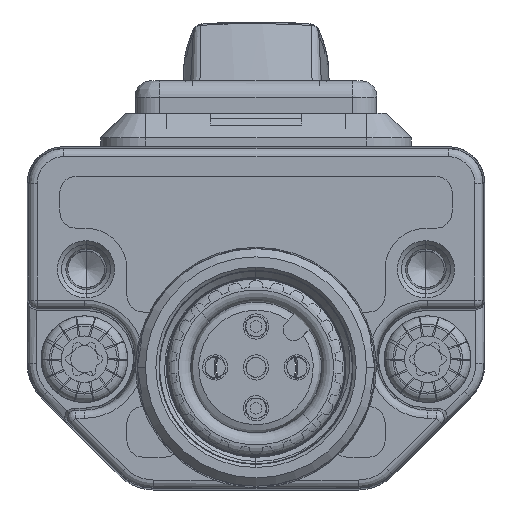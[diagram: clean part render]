
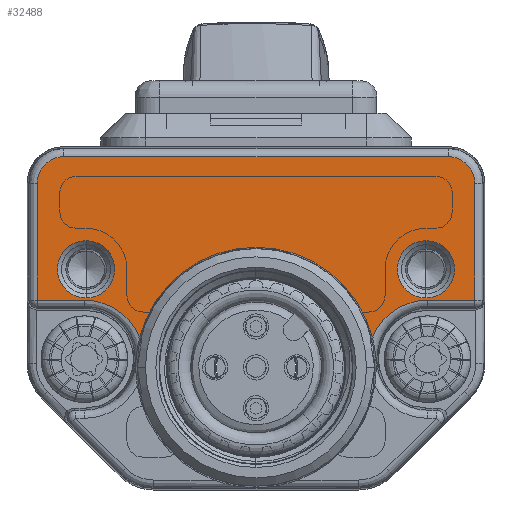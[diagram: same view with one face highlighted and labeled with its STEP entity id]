
A CAD part, left-side view. The second image highlights one B-rep face of the part: STEP entity #32488.
In plain terms, the highlighted face is planar.
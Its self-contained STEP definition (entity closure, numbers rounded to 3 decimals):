
#27447=CARTESIAN_POINT('',(13.,13.5,10.392));
#27448=DIRECTION('',(-1.,0.,0.));
#27449=DIRECTION('',(0.,1.,0.));
#27450=AXIS2_PLACEMENT_3D('',#27447,#27448,#27449);
#27452=CARTESIAN_POINT('',(13.,13.5,10.392));
#27453=DIRECTION('',(-1.,0.,0.));
#27454=DIRECTION('',(0.,-1.,0.));
#27455=AXIS2_PLACEMENT_3D('',#27452,#27453,#27454);
#27457=CARTESIAN_POINT('',(13.,13.5,-10.392));
#27458=DIRECTION('',(-1.,0.,0.));
#27459=DIRECTION('',(0.,-1.,0.));
#27460=AXIS2_PLACEMENT_3D('',#27457,#27458,#27459);
#27462=CARTESIAN_POINT('',(13.,13.5,-10.392));
#27463=DIRECTION('',(-1.,0.,0.));
#27464=DIRECTION('',(0.,1.,0.));
#27465=AXIS2_PLACEMENT_3D('',#27462,#27463,#27464);
#27467=CARTESIAN_POINT('',(13.,8.,-10.5));
#27468=DIRECTION('',(-1.,0.,0.));
#27469=DIRECTION('',(0.,0.359,0.933));
#27470=AXIS2_PLACEMENT_3D('',#27467,#27468,#27469);
#27472=CARTESIAN_POINT('',(13.,7.5,0.));
#27473=DIRECTION('',(1.,0.,0.));
#27474=DIRECTION('',(0.,0.244,-0.97));
#27475=AXIS2_PLACEMENT_3D('',#27472,#27473,#27474);
#27477=CARTESIAN_POINT('',(13.,8.,10.5));
#27478=DIRECTION('',(-1.,0.,0.));
#27479=DIRECTION('',(0.,1.,0.));
#27480=AXIS2_PLACEMENT_3D('',#27477,#27478,#27479);
#27482=DIRECTION('',(0.,0.,-1.));
#27483=VECTOR('',#27482,2.891);
#27484=CARTESIAN_POINT('',(13.,11.614,13.391));
#27485=LINE('',#27484,#27483);
#27486=DIRECTION('',(0.,-1.,0.));
#27487=VECTOR('',#27486,7.136);
#27488=CARTESIAN_POINT('',(13.,18.75,13.391));
#27489=LINE('',#27488,#27487);
#27490=CARTESIAN_POINT('',(13.,18.75,11.75));
#27491=DIRECTION('',(1.,0.,0.));
#27492=DIRECTION('',(0.,1.,0.));
#27493=AXIS2_PLACEMENT_3D('',#27490,#27491,#27492);
#27495=DIRECTION('',(0.,0.,1.));
#27496=VECTOR('',#27495,23.5);
#27497=CARTESIAN_POINT('',(13.,20.391,-11.75));
#27498=LINE('',#27497,#27496);
#27499=CARTESIAN_POINT('',(13.,18.75,-11.75));
#27500=DIRECTION('',(1.,0.,0.));
#27501=DIRECTION('',(0.,0.,-1.));
#27502=AXIS2_PLACEMENT_3D('',#27499,#27500,#27501);
#27504=DIRECTION('',(0.,1.,0.));
#27505=VECTOR('',#27504,7.136);
#27506=CARTESIAN_POINT('',(13.,11.614,-13.391));
#27507=LINE('',#27506,#27505);
#27508=DIRECTION('',(0.,0.,-1.));
#27509=VECTOR('',#27508,2.891);
#27510=CARTESIAN_POINT('',(13.,11.614,-10.5));
#27511=LINE('',#27510,#27509);
#27688=CARTESIAN_POINT('',(13.,9.297,-7.127));
#27756=CARTESIAN_POINT('',(13.,9.297,7.127));
#31766=VERTEX_POINT('',#27688);
#31767=VERTEX_POINT('',#27756);
#31832=CARTESIAN_POINT('',(13.,20.391,11.75));
#31833=CARTESIAN_POINT('',(13.,18.75,13.391));
#31834=VERTEX_POINT('',#31832);
#31835=VERTEX_POINT('',#31833);
#31840=CARTESIAN_POINT('',(13.,20.391,-11.75));
#31841=VERTEX_POINT('',#31840);
#31844=CARTESIAN_POINT('',(13.,18.75,-13.391));
#31845=VERTEX_POINT('',#31844);
#31872=CARTESIAN_POINT('',(13.,15.25,10.392));
#31873=CARTESIAN_POINT('',(13.,11.75,10.392));
#31874=VERTEX_POINT('',#31872);
#31875=VERTEX_POINT('',#31873);
#31876=CARTESIAN_POINT('',(13.,11.75,-10.392));
#31877=CARTESIAN_POINT('',(13.,15.25,-10.392));
#31878=VERTEX_POINT('',#31876);
#31879=VERTEX_POINT('',#31877);
#31880=CARTESIAN_POINT('',(13.,11.614,-10.5));
#31881=VERTEX_POINT('',#31880);
#31882=CARTESIAN_POINT('',(13.,11.614,-13.391));
#31883=VERTEX_POINT('',#31882);
#31918=CARTESIAN_POINT('',(13.,11.614,10.5));
#31919=VERTEX_POINT('',#31918);
#31920=CARTESIAN_POINT('',(13.,11.614,13.391));
#31921=VERTEX_POINT('',#31920);
#32449=CARTESIAN_POINT('',(13.,0.,0.));
#32450=DIRECTION('',(1.,0.,0.));
#32451=DIRECTION('',(0.,0.,-1.));
#32452=AXIS2_PLACEMENT_3D('',#32449,#32450,#32451);
#32453=PLANE('',#32452);
#32455=ORIENTED_EDGE('',*,*,#32454,.F.);
#32457=ORIENTED_EDGE('',*,*,#32456,.T.);
#32459=ORIENTED_EDGE('',*,*,#32458,.F.);
#32461=ORIENTED_EDGE('',*,*,#32460,.F.);
#32463=ORIENTED_EDGE('',*,*,#32462,.F.);
#32465=ORIENTED_EDGE('',*,*,#32464,.F.);
#32467=ORIENTED_EDGE('',*,*,#32466,.F.);
#32469=ORIENTED_EDGE('',*,*,#32468,.F.);
#32471=ORIENTED_EDGE('',*,*,#32470,.F.);
#32473=ORIENTED_EDGE('',*,*,#32472,.F.);
#32474=EDGE_LOOP('',(#32455,#32457,#32459,#32461,#32463,#32465,#32467,#32469,
#32471,#32473));
#32475=FACE_OUTER_BOUND('',#32474,.F.);
#32477=ORIENTED_EDGE('',*,*,#32476,.F.);
#32479=ORIENTED_EDGE('',*,*,#32478,.F.);
#32480=EDGE_LOOP('',(#32477,#32479));
#32481=FACE_BOUND('',#32480,.F.);
#32483=ORIENTED_EDGE('',*,*,#32482,.F.);
#32485=ORIENTED_EDGE('',*,*,#32484,.F.);
#32486=EDGE_LOOP('',(#32483,#32485));
#32487=FACE_BOUND('',#32486,.F.);
#32488=ADVANCED_FACE('',(#32475,#32481,#32487),#32453,.T.);
#27451=CIRCLE('',#27450,1.75);
#27456=CIRCLE('',#27455,1.75);
#27461=CIRCLE('',#27460,1.75);
#27466=CIRCLE('',#27465,1.75);
#27471=CIRCLE('',#27470,3.614);
#27476=CIRCLE('',#27475,7.35);
#27481=CIRCLE('',#27480,3.614);
#27494=CIRCLE('',#27493,1.641);
#27503=CIRCLE('',#27502,1.641);
#32454=EDGE_CURVE('',#31766,#31881,#27471,.T.);
#32456=EDGE_CURVE('',#31766,#31767,#27476,.T.);
#32458=EDGE_CURVE('',#31919,#31767,#27481,.T.);
#32460=EDGE_CURVE('',#31921,#31919,#27485,.T.);
#32462=EDGE_CURVE('',#31835,#31921,#27489,.T.);
#32464=EDGE_CURVE('',#31834,#31835,#27494,.T.);
#32466=EDGE_CURVE('',#31841,#31834,#27498,.T.);
#32468=EDGE_CURVE('',#31845,#31841,#27503,.T.);
#32470=EDGE_CURVE('',#31883,#31845,#27507,.T.);
#32472=EDGE_CURVE('',#31881,#31883,#27511,.T.);
#32476=EDGE_CURVE('',#31874,#31875,#27451,.T.);
#32478=EDGE_CURVE('',#31875,#31874,#27456,.T.);
#32482=EDGE_CURVE('',#31878,#31879,#27461,.T.);
#32484=EDGE_CURVE('',#31879,#31878,#27466,.T.);
